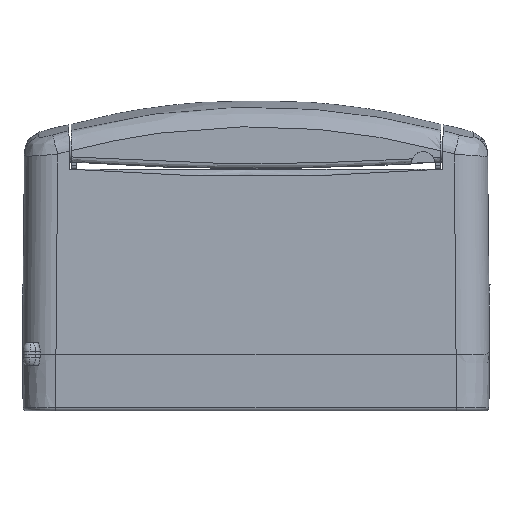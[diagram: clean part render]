
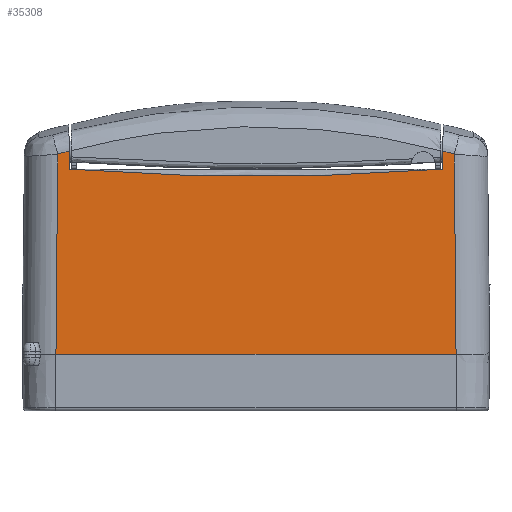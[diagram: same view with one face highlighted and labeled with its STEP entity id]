
A CAD part, left-side view. The second image highlights one B-rep face of the part: STEP entity #35308.
In plain terms, the highlighted planar face has unit normal (-1, 0, 0.009).
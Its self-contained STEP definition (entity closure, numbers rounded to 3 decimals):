
#1448 = CARTESIAN_POINT ( 'NONE',  ( -29.473, -58.336, 62.861 ) ) ;
#1810 = VERTEX_POINT ( 'NONE', #9339 ) ;
#2275 = CARTESIAN_POINT ( 'NONE',  ( -29.476, 59.476, 62.553 ) ) ;
#2844 = DIRECTION ( 'NONE',  ( -1., 0., 0.009 ) ) ;
#3170 = VERTEX_POINT ( 'NONE', #13358 ) ;
#3306 = VECTOR ( 'NONE', #11868, 1000. ) ;
#5693 = LINE ( 'NONE', #9509, #15125 ) ;
#5821 = VECTOR ( 'NONE', #21422, 1000. ) ;
#6290 = VERTEX_POINT ( 'NONE', #37216 ) ;
#8054 = LINE ( 'NONE', #42640, #3306 ) ;
#8188 = PLANE ( 'NONE',  #21562 ) ;
#8251 = VECTOR ( 'NONE', #40773, 1000. ) ;
#9079 = CARTESIAN_POINT ( 'NONE',  ( -29.476, -59.476, 62.553 ) ) ;
#9339 = CARTESIAN_POINT ( 'NONE',  ( -29.516, 56., 58. ) ) ;
#9509 = CARTESIAN_POINT ( 'NONE',  ( -30.001, 60.001, 2.413 ) ) ;
#11868 = DIRECTION ( 'NONE',  ( 0.009, -0.009, 1. ) ) ;
#12149 = CARTESIAN_POINT ( 'NONE',  ( -29.468, -56.048, 63.453 ) ) ;
#12176 = VERTEX_POINT ( 'NONE', #14876 ) ;
#12475 = DIRECTION ( 'NONE',  ( 0., -1., 0. ) ) ;
#13358 = CARTESIAN_POINT ( 'NONE',  ( -29.468, 56.048, 63.453 ) ) ;
#14220 = CARTESIAN_POINT ( 'NONE',  ( -29.468, 56.048, 63.453 ) ) ;
#14876 = CARTESIAN_POINT ( 'NONE',  ( -29.516, -56., 58. ) ) ;
#15086 = EDGE_LOOP ( 'NONE', ( #34074, #33920, #43385, #27664, #44219, #28199, #45362, #43966 ) ) ;
#15125 = VECTOR ( 'NONE', #37493, 1000. ) ;
#16291 = CARTESIAN_POINT ( 'NONE',  ( -30., 70.001, 2.5 ) ) ;
#16303 = FACE_OUTER_BOUND ( 'NONE', #15086, .T. ) ;
#17135 = EDGE_CURVE ( 'NONE', #6290, #24278, #36437, .T. ) ;
#17510 = EDGE_CURVE ( 'NONE', #3170, #19834, #27521, .T. ) ;
#19834 = VERTEX_POINT ( 'NONE', #22882 ) ;
#21422 = DIRECTION ( 'NONE',  ( 0.009, 0.009, 1. ) ) ;
#21562 = AXIS2_PLACEMENT_3D ( 'NONE', #46820, #39701, #43756 ) ;
#22172 = AXIS2_PLACEMENT_3D ( 'NONE', #30558, #2844, #29553 ) ;
#22882 = CARTESIAN_POINT ( 'NONE',  ( -29.476, 59.476, 62.553 ) ) ;
#24120 = CARTESIAN_POINT ( 'NONE',  ( -29.471, -57.193, 63.161 ) ) ;
#24278 = VERTEX_POINT ( 'NONE', #37720 ) ;
#25028 = CARTESIAN_POINT ( 'NONE',  ( -29.999, 55.517, 2.626 ) ) ;
#25128 = EDGE_CURVE ( 'NONE', #12176, #47557, #8054, .T. ) ;
#25489 = CARTESIAN_POINT ( 'NONE',  ( -29.99, -59.99, 3.634 ) ) ;
#26814 = EDGE_CURVE ( 'NONE', #1810, #3170, #47365, .T. ) ;
#27521 = B_SPLINE_CURVE_WITH_KNOTS ( 'NONE', 3,
 ( #14220, #44988, #29479, #2275 ),
 .UNSPECIFIED., .F., .F.,
 ( 4, 4 ),
 ( 0., 0.004 ),
 .UNSPECIFIED. ) ;
#27664 = ORIENTED_EDGE ( 'NONE', *, *, #17510, .T. ) ;
#28050 = EDGE_CURVE ( 'NONE', #46460, #6290, #31813, .T. ) ;
#28199 = ORIENTED_EDGE ( 'NONE', *, *, #28050, .T. ) ;
#29479 = CARTESIAN_POINT ( 'NONE',  ( -29.473, 58.336, 62.861 ) ) ;
#29553 = DIRECTION ( 'NONE',  ( 0.009, 0., 1. ) ) ;
#29904 = B_SPLINE_CURVE_WITH_KNOTS ( 'NONE', 3,
 ( #9079, #1448, #24120, #12149 ),
 .UNSPECIFIED., .F., .F.,
 ( 4, 4 ),
 ( 0., 0.004 ),
 .UNSPECIFIED. ) ;
#30558 = CARTESIAN_POINT ( 'NONE',  ( -23.306, 0., 769.573 ) ) ;
#31813 = LINE ( 'NONE', #16291, #39187 ) ;
#33920 = ORIENTED_EDGE ( 'NONE', *, *, #38973, .F. ) ;
#33989 = CARTESIAN_POINT ( 'NONE',  ( -30., 60., 2.5 ) ) ;
#34074 = ORIENTED_EDGE ( 'NONE', *, *, #25128, .F. ) ;
#35308 = ADVANCED_FACE ( '�����21', ( #16303 ), #8188, .T. ) ;
#36437 = LINE ( 'NONE', #25489, #5821 ) ;
#37216 = CARTESIAN_POINT ( 'NONE',  ( -30., -60., 2.5 ) ) ;
#37493 = DIRECTION ( 'NONE',  ( -0.009, 0.009, -1. ) ) ;
#37720 = CARTESIAN_POINT ( 'NONE',  ( -29.476, -59.476, 62.553 ) ) ;
#38517 = EDGE_CURVE ( 'NONE', #24278, #47557, #29904, .T. ) ;
#38973 = EDGE_CURVE ( 'NONE', #1810, #12176, #48102, .T. ) ;
#39187 = VECTOR ( 'NONE', #12475, 1000. ) ;
#39701 = DIRECTION ( 'NONE',  ( -1., 0., 0.009 ) ) ;
#40773 = DIRECTION ( 'NONE',  ( 0.009, 0.009, 1. ) ) ;
#41552 = CARTESIAN_POINT ( 'NONE',  ( -29.468, -56.048, 63.453 ) ) ;
#42640 = CARTESIAN_POINT ( 'NONE',  ( -29.516, -56., 57.996 ) ) ;
#43385 = ORIENTED_EDGE ( 'NONE', *, *, #26814, .T. ) ;
#43756 = DIRECTION ( 'NONE',  ( 0.009, 0., 1. ) ) ;
#43966 = ORIENTED_EDGE ( 'NONE', *, *, #38517, .T. ) ;
#44219 = ORIENTED_EDGE ( 'NONE', *, *, #46576, .T. ) ;
#44988 = CARTESIAN_POINT ( 'NONE',  ( -29.471, 57.193, 63.161 ) ) ;
#45362 = ORIENTED_EDGE ( 'NONE', *, *, #17135, .T. ) ;
#46460 = VERTEX_POINT ( 'NONE', #33989 ) ;
#46576 = EDGE_CURVE ( 'NONE', #19834, #46460, #5693, .T. ) ;
#46820 = CARTESIAN_POINT ( 'NONE',  ( -30., 70.001, 2.5 ) ) ;
#47365 = LINE ( 'NONE', #25028, #8251 ) ;
#47557 = VERTEX_POINT ( 'NONE', #41552 ) ;
#48102 = CIRCLE ( 'NONE', #22172, 713.8 ) ;
